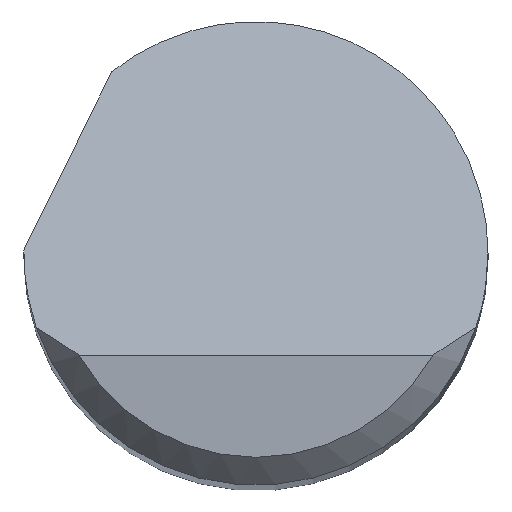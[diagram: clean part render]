
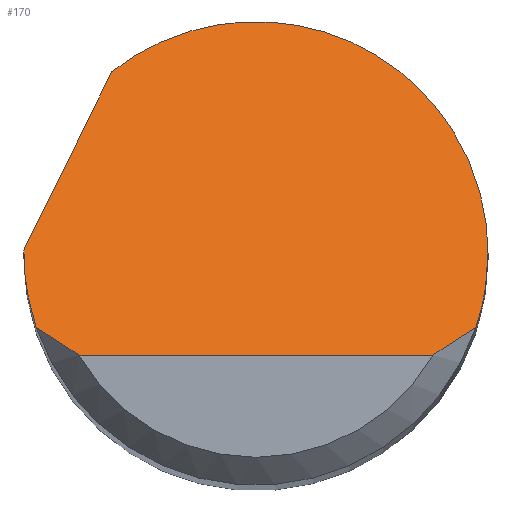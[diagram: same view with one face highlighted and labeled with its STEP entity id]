
A CAD part, top view. The second image highlights one B-rep face of the part: STEP entity #170.
In plain terms, the highlighted planar face has unit normal (0, 0.707, 0.707).
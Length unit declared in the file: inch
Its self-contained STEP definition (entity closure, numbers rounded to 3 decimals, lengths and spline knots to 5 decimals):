
#2 = CARTESIAN_POINT ( 'NONE',  ( 0.125, 0., 1.945 ) ) ;
#13 = DIRECTION ( 'NONE',  ( 0.329, 0.668, -0.668 ) ) ;
#18 = CARTESIAN_POINT ( 'NONE',  ( -0.09526, -0.055, 2. ) ) ;
#31 = VERTEX_POINT ( 'NONE', #676 ) ;
#38 = CARTESIAN_POINT ( 'NONE',  ( -0.125, 0.00067, 1.94433 ) ) ;
#46 = ORIENTED_EDGE ( 'NONE', *, *, #297, .F. ) ;
#49 = ORIENTED_EDGE ( 'NONE', *, *, #450, .T. ) ;
#54 = EDGE_CURVE ( 'NONE', #31, #815, #442, .T. ) ;
#55 = ORIENTED_EDGE ( 'NONE', *, *, #272, .T. ) ;
#60 = ORIENTED_EDGE ( 'NONE', *, *, #54, .F. ) ;
#67 = ORIENTED_EDGE ( 'NONE', *, *, #145, .T. ) ;
#90 = CARTESIAN_POINT ( 'NONE',  ( -0.09526, -0.055, 2. ) ) ;
#94 = CARTESIAN_POINT ( 'NONE',  ( -0.125, 0., 1.945 ) ) ;
#105 = ORIENTED_EDGE ( 'NONE', *, *, #202, .F. ) ;
#110 = B_SPLINE_CURVE_WITH_KNOTS ( 'NONE', 3,
 ( #760, #834, #499, #292 ),
 .UNSPECIFIED., .F., .F.,
 ( 4, 4 ),
 ( 0., 0.0008 ),
 .UNSPECIFIED. ) ;
#125 = EDGE_CURVE ( 'NONE', #152, #590, #447, .T. ) ;
#127 = CARTESIAN_POINT ( 'NONE',  ( -0.125, 0., 1.945 ) ) ;
#139 = CARTESIAN_POINT ( 'NONE',  ( 0.125, -0.01363, 1.95863 ) ) ;
#145 = EDGE_CURVE ( 'NONE', #230, #815, #110, .T. ) ;
#152 = VERTEX_POINT ( 'NONE', #754 ) ;
#167 = CARTESIAN_POINT ( 'NONE',  ( -0.12279, -0.02708, 1.97208 ) ) ;
#170 = ADVANCED_FACE ( 'NONE', ( #848 ), #637, .F. ) ;
#180 = B_SPLINE_CURVE_WITH_KNOTS ( 'NONE', 3,
 ( #836, #506, #823, #90 ),
 .UNSPECIFIED., .F., .F.,
 ( 4, 4 ),
 ( 0., 0.0008 ),
 .UNSPECIFIED. ) ;
#190 = DIRECTION ( 'NONE',  ( 1., 0., 0. ) ) ;
#202 = EDGE_CURVE ( 'NONE', #849, #152, #286, .T. ) ;
#230 = VERTEX_POINT ( 'NONE', #526 ) ;
#243 = DIRECTION ( 'NONE',  ( 0., -0.707, -0.707 ) ) ;
#246 = CARTESIAN_POINT ( 'NONE',  ( -0.07775, 0.09788, 1.84712 ) ) ;
#262 = EDGE_LOOP ( 'NONE', ( #55, #67, #60, #46, #384, #105, #449, #49 ) ) ;
#272 = EDGE_CURVE ( 'NONE', #772, #230, #532, .T. ) ;
#286 =( BOUNDED_CURVE ( )  B_SPLINE_CURVE ( 3, ( #127, #38, #642, #395 ),
 .UNSPECIFIED., .F., .T. ) 
 B_SPLINE_CURVE_WITH_KNOTS ( ( 4, 4 ),
 ( 4.71239, 4.72839 ),
 .UNSPECIFIED. ) 
 CURVE ( )  GEOMETRIC_REPRESENTATION_ITEM ( )  RATIONAL_B_SPLINE_CURVE ( ( 1., 1., 1., 1. ) ) 
 REPRESENTATION_ITEM ( '' )  );
#291 = CARTESIAN_POINT ( 'NONE',  ( -0.11843, -0.04, 1.985 ) ) ;
#292 = CARTESIAN_POINT ( 'NONE',  ( 0.11843, -0.04, 1.985 ) ) ;
#297 = EDGE_CURVE ( 'NONE', #590, #31, #531, .T. ) ;
#328 = VERTEX_POINT ( 'NONE', #412 ) ;
#332 = CARTESIAN_POINT ( 'NONE',  ( -0.125, -0.055, 2. ) ) ;
#345 = CARTESIAN_POINT ( 'NONE',  ( 0.01655, 0.17278, 1.77222 ) ) ;
#355 = CARTESIAN_POINT ( 'NONE',  ( 0.11843, -0.04, 1.985 ) ) ;
#384 = ORIENTED_EDGE ( 'NONE', *, *, #125, .F. ) ;
#395 = CARTESIAN_POINT ( 'NONE',  ( -0.12498, 0.002, 1.943 ) ) ;
#406 = CARTESIAN_POINT ( 'NONE',  ( 0.125, 0.12043, 1.82457 ) ) ;
#412 = CARTESIAN_POINT ( 'NONE',  ( -0.11843, -0.04, 1.985 ) ) ;
#413 =( BOUNDED_CURVE ( )  B_SPLINE_CURVE ( 3, ( #291, #167, #762, #94 ),
 .UNSPECIFIED., .F., .F. ) 
 B_SPLINE_CURVE_WITH_KNOTS ( ( 4, 4 ),
 ( 4.38666, 4.71239 ),
 .UNSPECIFIED. ) 
 CURVE ( )  GEOMETRIC_REPRESENTATION_ITEM ( )  RATIONAL_B_SPLINE_CURVE ( ( 1., 0.991, 0.991, 1. ) ) 
 REPRESENTATION_ITEM ( '' )  );
#442 =( BOUNDED_CURVE ( )  B_SPLINE_CURVE ( 3, ( #804, #139, #680, #572 ),
 .UNSPECIFIED., .F., .T. ) 
 B_SPLINE_CURVE_WITH_KNOTS ( ( 4, 4 ),
 ( 1.5708, 1.89653 ),
 .UNSPECIFIED. ) 
 CURVE ( )  GEOMETRIC_REPRESENTATION_ITEM ( )  RATIONAL_B_SPLINE_CURVE ( ( 1., 0.991, 0.991, 1. ) ) 
 REPRESENTATION_ITEM ( '' )  );
#447 = LINE ( 'NONE', #633, #456 ) ;
#449 = ORIENTED_EDGE ( 'NONE', *, *, #524, .F. ) ;
#450 = EDGE_CURVE ( 'NONE', #328, #772, #180, .T. ) ;
#456 = VECTOR ( 'NONE', #13, 39.37008 ) ;
#463 = CARTESIAN_POINT ( 'NONE',  ( -0.125, 0., 1.945 ) ) ;
#497 = AXIS2_PLACEMENT_3D ( 'NONE', #332, #243, #658 ) ;
#499 = CARTESIAN_POINT ( 'NONE',  ( 0.11107, -0.04528, 1.99028 ) ) ;
#506 = CARTESIAN_POINT ( 'NONE',  ( -0.11107, -0.04528, 1.99028 ) ) ;
#524 = EDGE_CURVE ( 'NONE', #328, #849, #413, .T. ) ;
#526 = CARTESIAN_POINT ( 'NONE',  ( 0.09526, -0.055, 2. ) ) ;
#531 =( BOUNDED_CURVE ( )  B_SPLINE_CURVE ( 3, ( #867, #345, #406, #2 ),
 .UNSPECIFIED., .F., .T. ) 
 B_SPLINE_CURVE_WITH_KNOTS ( ( 4, 4 ),
 ( 5.61191, 7.85398 ),
 .UNSPECIFIED. ) 
 CURVE ( )  GEOMETRIC_REPRESENTATION_ITEM ( )  RATIONAL_B_SPLINE_CURVE ( ( 1., 0.623, 0.623, 1. ) ) 
 REPRESENTATION_ITEM ( '' )  );
#532 = LINE ( 'NONE', #790, #546 ) ;
#546 = VECTOR ( 'NONE', #190, 39.37008 ) ;
#572 = CARTESIAN_POINT ( 'NONE',  ( 0.11843, -0.04, 1.985 ) ) ;
#590 = VERTEX_POINT ( 'NONE', #246 ) ;
#633 = CARTESIAN_POINT ( 'NONE',  ( -0.15003, -0.04883, 1.99383 ) ) ;
#637 = PLANE ( 'NONE',  #497 ) ;
#642 = CARTESIAN_POINT ( 'NONE',  ( -0.12499, 0.00133, 1.94367 ) ) ;
#658 = DIRECTION ( 'NONE',  ( 0., 0.707, -0.707 ) ) ;
#676 = CARTESIAN_POINT ( 'NONE',  ( 0.125, 0., 1.945 ) ) ;
#680 = CARTESIAN_POINT ( 'NONE',  ( 0.12279, -0.02708, 1.97208 ) ) ;
#754 = CARTESIAN_POINT ( 'NONE',  ( -0.12498, 0.002, 1.943 ) ) ;
#760 = CARTESIAN_POINT ( 'NONE',  ( 0.09526, -0.055, 2. ) ) ;
#762 = CARTESIAN_POINT ( 'NONE',  ( -0.125, -0.01363, 1.95863 ) ) ;
#772 = VERTEX_POINT ( 'NONE', #18 ) ;
#790 = CARTESIAN_POINT ( 'NONE',  ( 0., -0.055, 2. ) ) ;
#804 = CARTESIAN_POINT ( 'NONE',  ( 0.125, 0., 1.945 ) ) ;
#815 = VERTEX_POINT ( 'NONE', #355 ) ;
#823 = CARTESIAN_POINT ( 'NONE',  ( -0.10339, -0.05031, 1.99531 ) ) ;
#834 = CARTESIAN_POINT ( 'NONE',  ( 0.10339, -0.05031, 1.99531 ) ) ;
#836 = CARTESIAN_POINT ( 'NONE',  ( -0.11843, -0.04, 1.985 ) ) ;
#848 = FACE_OUTER_BOUND ( 'NONE', #262, .T. ) ;
#849 = VERTEX_POINT ( 'NONE', #463 ) ;
#867 = CARTESIAN_POINT ( 'NONE',  ( -0.07775, 0.09788, 1.84712 ) ) ;
